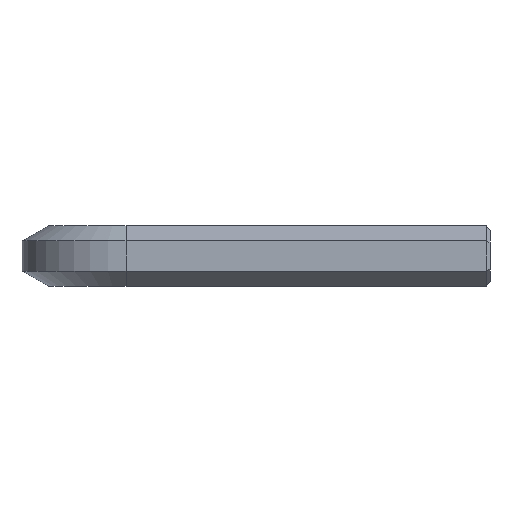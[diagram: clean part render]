
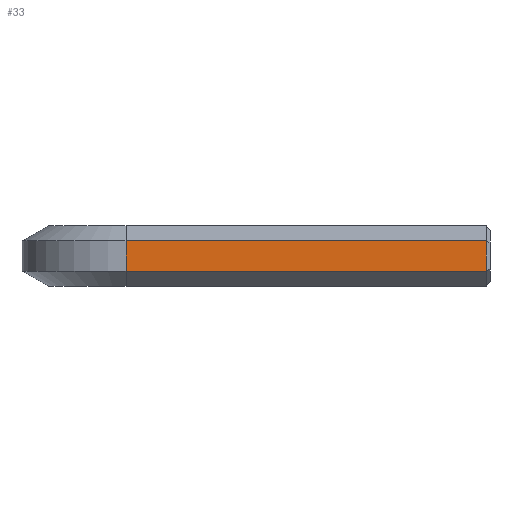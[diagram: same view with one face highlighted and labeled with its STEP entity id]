
A CAD part, left-side view. The second image highlights one B-rep face of the part: STEP entity #33.
In plain terms, the highlighted planar face has unit normal (-1, 0, 0).
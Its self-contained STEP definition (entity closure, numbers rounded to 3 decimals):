
#13 = CARTESIAN_POINT ( 'NONE',  ( -1., 14., -0.577 ) ) ;
#19 = LINE ( 'NONE', #821, #203 ) ;
#33 = ADVANCED_FACE ( 'NONE', ( #246 ), #328, .F. ) ;
#41 = ORIENTED_EDGE ( 'NONE', *, *, #410, .T. ) ;
#51 = LINE ( 'NONE', #689, #778 ) ;
#118 = DIRECTION ( 'NONE',  ( 0., 0., 1. ) ) ;
#129 = CARTESIAN_POINT ( 'NONE',  ( -1., 14., 0.577 ) ) ;
#192 = DIRECTION ( 'NONE',  ( 0., -1., 0. ) ) ;
#200 = DIRECTION ( 'NONE',  ( 1., 0., 0. ) ) ;
#203 = VECTOR ( 'NONE', #691, 1000. ) ;
#246 = FACE_OUTER_BOUND ( 'NONE', #262, .T. ) ;
#259 = VERTEX_POINT ( 'NONE', #774 ) ;
#262 = EDGE_LOOP ( 'NONE', ( #41, #416, #682, #579 ) ) ;
#328 = PLANE ( 'NONE',  #858 ) ;
#358 = CARTESIAN_POINT ( 'NONE',  ( -1., 14., -0.577 ) ) ;
#359 = VERTEX_POINT ( 'NONE', #712 ) ;
#369 = CARTESIAN_POINT ( 'NONE',  ( -1., 0.14, -0.577 ) ) ;
#393 = VERTEX_POINT ( 'NONE', #358 ) ;
#410 = EDGE_CURVE ( 'NONE', #393, #562, #19, .T. ) ;
#416 = ORIENTED_EDGE ( 'NONE', *, *, #594, .T. ) ;
#485 = VECTOR ( 'NONE', #118, 1000. ) ;
#518 = EDGE_CURVE ( 'NONE', #259, #359, #650, .T. ) ;
#527 = EDGE_CURVE ( 'NONE', #393, #259, #801, .T. ) ;
#562 = VERTEX_POINT ( 'NONE', #369 ) ;
#579 = ORIENTED_EDGE ( 'NONE', *, *, #527, .F. ) ;
#594 = EDGE_CURVE ( 'NONE', #562, #359, #51, .T. ) ;
#599 = DIRECTION ( 'NONE',  ( 0., 0., -1. ) ) ;
#624 = DIRECTION ( 'NONE',  ( 0., 0., 1. ) ) ;
#630 = VECTOR ( 'NONE', #192, 1000. ) ;
#650 = LINE ( 'NONE', #129, #630 ) ;
#677 = CARTESIAN_POINT ( 'NONE',  ( -1., 14., -0.577 ) ) ;
#682 = ORIENTED_EDGE ( 'NONE', *, *, #518, .F. ) ;
#689 = CARTESIAN_POINT ( 'NONE',  ( -1., 0.14, -0.577 ) ) ;
#691 = DIRECTION ( 'NONE',  ( 0., -1., 0. ) ) ;
#712 = CARTESIAN_POINT ( 'NONE',  ( -1., 0.14, 0.577 ) ) ;
#774 = CARTESIAN_POINT ( 'NONE',  ( -1., 14., 0.577 ) ) ;
#778 = VECTOR ( 'NONE', #624, 1000. ) ;
#801 = LINE ( 'NONE', #677, #485 ) ;
#821 = CARTESIAN_POINT ( 'NONE',  ( -1., 14., -0.577 ) ) ;
#858 = AXIS2_PLACEMENT_3D ( 'NONE', #13, #200, #599 ) ;
